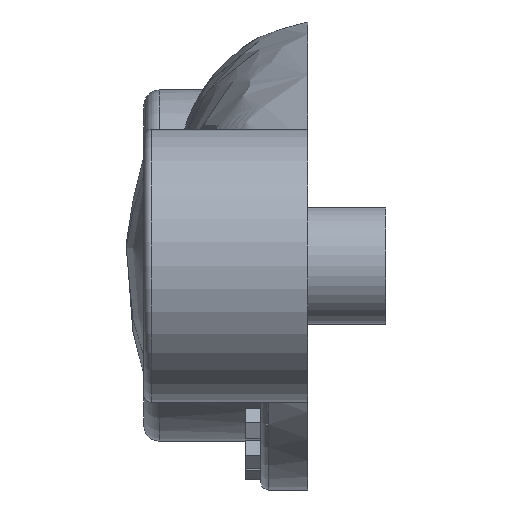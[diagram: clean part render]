
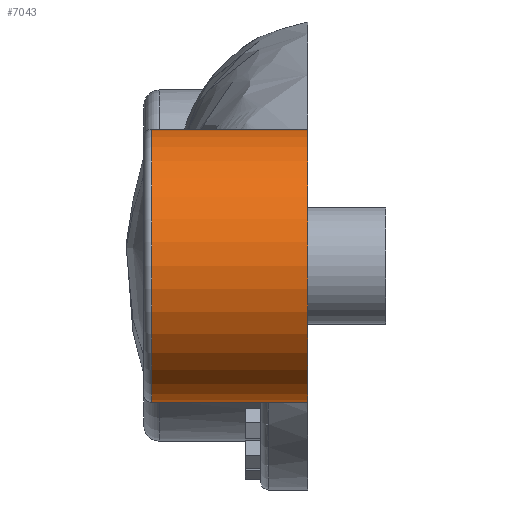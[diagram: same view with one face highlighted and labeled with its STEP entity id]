
A CAD part, left-side view. The second image highlights one B-rep face of the part: STEP entity #7043.
In plain terms, the highlighted cylindrical face has radius 35 mm (diameter 70 mm), a partial arc.
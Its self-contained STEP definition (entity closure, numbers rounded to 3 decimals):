
#118 = CARTESIAN_POINT ( 'NONE',  ( -350., 40., 0. ) ) ;
#225 = EDGE_LOOP ( 'NONE', ( #269, #6934, #5030, #3941 ) ) ;
#269 = ORIENTED_EDGE ( 'NONE', *, *, #2599, .F. ) ;
#366 = DIRECTION ( 'NONE',  ( 0., -1., 0. ) ) ;
#369 = DIRECTION ( 'NONE',  ( 0., -1., 0. ) ) ;
#569 = CARTESIAN_POINT ( 'NONE',  ( -350., 0., 35. ) ) ;
#630 = DIRECTION ( 'NONE',  ( 0., 1., 0. ) ) ;
#644 = AXIS2_PLACEMENT_3D ( 'NONE', #118, #1178, #5760 ) ;
#656 = DIRECTION ( 'NONE',  ( 0., -1., 0. ) ) ;
#697 = CARTESIAN_POINT ( 'NONE',  ( -350., 0., -35. ) ) ;
#895 = FACE_OUTER_BOUND ( 'NONE', #225, .T. ) ;
#1178 = DIRECTION ( 'NONE',  ( 0., -1., 0. ) ) ;
#1232 = DIRECTION ( 'NONE',  ( 0., 0., 1. ) ) ;
#1257 = CARTESIAN_POINT ( 'NONE',  ( -350., 40., -35. ) ) ;
#1350 = AXIS2_PLACEMENT_3D ( 'NONE', #4866, #366, #6637 ) ;
#2366 = VECTOR ( 'NONE', #369, 1000. ) ;
#2599 = EDGE_CURVE ( 'NONE', #3543, #5211, #3729, .T. ) ;
#3407 = CARTESIAN_POINT ( 'NONE',  ( -350., 40., 35. ) ) ;
#3501 = CARTESIAN_POINT ( 'NONE',  ( -350., 0., 0. ) ) ;
#3528 = LINE ( 'NONE', #5838, #4884 ) ;
#3543 = VERTEX_POINT ( 'NONE', #3407 ) ;
#3729 = LINE ( 'NONE', #4257, #2366 ) ;
#3809 = EDGE_CURVE ( 'NONE', #5032, #5211, #4879, .T. ) ;
#3941 = ORIENTED_EDGE ( 'NONE', *, *, #3809, .T. ) ;
#4165 = VERTEX_POINT ( 'NONE', #1257 ) ;
#4199 = EDGE_CURVE ( 'NONE', #4165, #5032, #3528, .T. ) ;
#4257 = CARTESIAN_POINT ( 'NONE',  ( -350., 42., 35. ) ) ;
#4596 = EDGE_CURVE ( 'NONE', #3543, #4165, #6937, .T. ) ;
#4866 = CARTESIAN_POINT ( 'NONE',  ( -350., 42., 0. ) ) ;
#4879 = CIRCLE ( 'NONE', #6808, 35. ) ;
#4884 = VECTOR ( 'NONE', #656, 1000. ) ;
#5030 = ORIENTED_EDGE ( 'NONE', *, *, #4199, .T. ) ;
#5032 = VERTEX_POINT ( 'NONE', #697 ) ;
#5211 = VERTEX_POINT ( 'NONE', #569 ) ;
#5511 = CYLINDRICAL_SURFACE ( 'NONE', #1350, 35. ) ;
#5760 = DIRECTION ( 'NONE',  ( 0., 0., 1. ) ) ;
#5838 = CARTESIAN_POINT ( 'NONE',  ( -350., 42., -35. ) ) ;
#6637 = DIRECTION ( 'NONE',  ( 0., 0., -1. ) ) ;
#6808 = AXIS2_PLACEMENT_3D ( 'NONE', #3501, #630, #1232 ) ;
#6934 = ORIENTED_EDGE ( 'NONE', *, *, #4596, .T. ) ;
#6937 = CIRCLE ( 'NONE', #644, 35. ) ;
#7043 = ADVANCED_FACE ( 'NONE', ( #895 ), #5511, .T. ) ;
